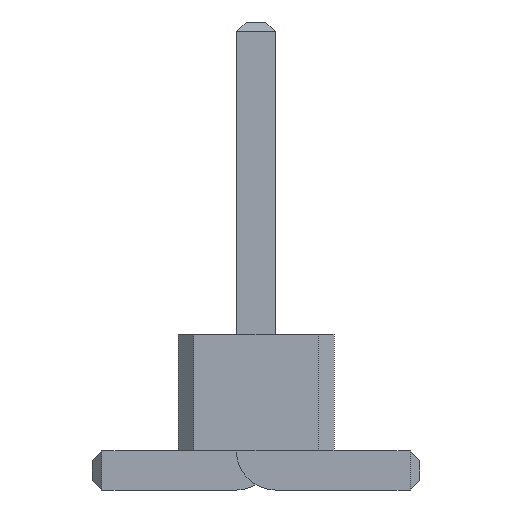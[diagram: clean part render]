
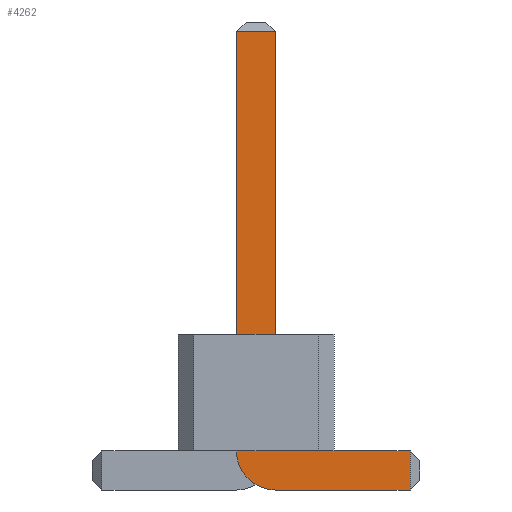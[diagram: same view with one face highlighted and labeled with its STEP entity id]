
A CAD part, front view. The second image highlights one B-rep face of the part: STEP entity #4262.
In plain terms, the highlighted planar face has unit normal (0, -1, 0).
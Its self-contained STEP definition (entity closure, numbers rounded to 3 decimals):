
#13=DIRECTION('',(0.,0.,1.));
#27=VECTOR('',#13,1.);
#67=DIRECTION('',(1.,0.,0.));
#1922=VECTOR('',#67,1.);
#1933=DIRECTION('',(0.,1.,0.));
#1975=DIRECTION('',(-1.,0.,0.));
#3827=VECTOR('',#1975,1.);
#4078=DIRECTION('',(-0.,1.,0.));
#4079=DIRECTION('',(0.,0.,-1.));
#4096=VECTOR('',#4079,1.);
#4114=VERTEX_POINT('',#4115);
#4115=CARTESIAN_POINT('',(1.975,-32.25,0.));
#4117=ORIENTED_EDGE('',*,*,#4118,.T.);
#4118=EDGE_CURVE('',#4114,#4119,#4121,.T.);
#4119=VERTEX_POINT('',#4120);
#4120=CARTESIAN_POINT('',(0.25,-32.25,0.));
#4121=LINE('',#4122,#3827);
#4122=CARTESIAN_POINT('',(2.1,-32.25,0.));
#4159=VERTEX_POINT('',#4160);
#4160=CARTESIAN_POINT('',(-0.25,-32.25,0.5));
#4163=EDGE_CURVE('',#4119,#4159,#4164,.T.);
#4164=CIRCLE('',#4165,0.5);
#4165=AXIS2_PLACEMENT_3D('',#4166,#4078,#4079);
#4166=CARTESIAN_POINT('',(0.25,-32.25,0.5));
#4175=VERTEX_POINT('',#4166);
#4177=ORIENTED_EDGE('',*,*,#4178,.T.);
#4178=EDGE_CURVE('',#4175,#4179,#4181,.T.);
#4179=VERTEX_POINT('',#4180);
#4180=CARTESIAN_POINT('',(1.975,-32.25,0.5));
#4181=LINE('',#4166,#1922);
#4191=ORIENTED_EDGE('',*,*,#4192,.T.);
#4192=EDGE_CURVE('',#4159,#4193,#4195,.T.);
#4193=VERTEX_POINT('',#4194);
#4194=CARTESIAN_POINT('',(-0.25,-32.25,5.875));
#4195=LINE('',#4196,#27);
#4196=CARTESIAN_POINT('',(-0.25,-32.25,0.));
#4208=VERTEX_POINT('',#4209);
#4209=CARTESIAN_POINT('',(0.25,-32.25,5.875));
#4211=ORIENTED_EDGE('',*,*,#4212,.T.);
#4212=EDGE_CURVE('',#4208,#4175,#4213,.T.);
#4213=LINE('',#4214,#4096);
#4214=CARTESIAN_POINT('',(0.25,-32.25,6.));
#4262=ADVANCED_FACE('',(#4263),#4272,.F.);
#4263=FACE_BOUND('',#4264,.F.);
#4264=EDGE_LOOP('',(#4117,#4265,#4191,#4266,#4211,#4177,#4269));
#4265=ORIENTED_EDGE('',*,*,#4163,.T.);
#4266=ORIENTED_EDGE('',*,*,#4267,.T.);
#4267=EDGE_CURVE('',#4193,#4208,#4268,.T.);
#4268=LINE('',#4194,#1922);
#4269=ORIENTED_EDGE('',*,*,#4270,.T.);
#4270=EDGE_CURVE('',#4179,#4114,#4271,.T.);
#4271=LINE('',#4180,#4096);
#4272=PLANE('',#4273);
#4273=AXIS2_PLACEMENT_3D('',#4274,#1933,#13);
#4274=CARTESIAN_POINT('',(0.316,-32.25,2.391));
